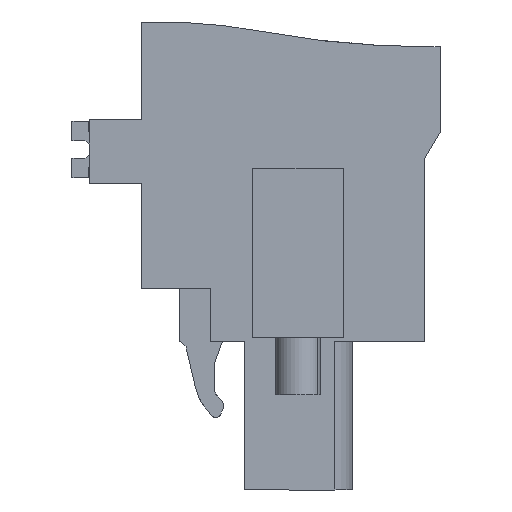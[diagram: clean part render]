
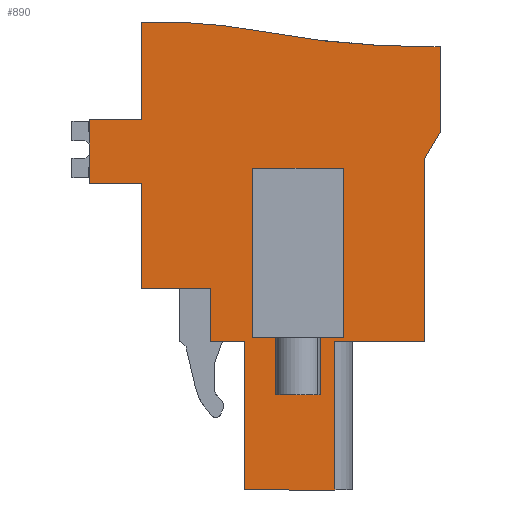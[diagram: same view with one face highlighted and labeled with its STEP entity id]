
A CAD part, left-side view. The second image highlights one B-rep face of the part: STEP entity #890.
In plain terms, the highlighted planar face has unit normal (-1, 0, 0).
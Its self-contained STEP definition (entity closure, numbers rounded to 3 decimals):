
#732=AXIS2_PLACEMENT_3D('Plane Axis2P3D',#729,#730,#731) ;
#745=AXIS2_PLACEMENT_3D('Circle Axis2P3D',#743,#744,$) ;
#752=AXIS2_PLACEMENT_3D('Circle Axis2P3D',#750,#751,$) ;
#49=CARTESIAN_POINT('Vertex',(4.9,12.85,8.35)) ;
#52=CARTESIAN_POINT('Line Origine',(4.9,12.85,9.825)) ;
#56=CARTESIAN_POINT('Vertex',(4.9,12.85,11.3)) ;
#651=CARTESIAN_POINT('Vertex',(4.9,10.937,8.35)) ;
#654=CARTESIAN_POINT('Line Origine',(4.9,11.893,8.35)) ;
#729=CARTESIAN_POINT('Axis2P3D Location',(4.9,3.817,22.4)) ;
#734=CARTESIAN_POINT('Line Origine',(4.9,0.,22.459)) ;
#738=CARTESIAN_POINT('Vertex',(4.9,0.,20.059)) ;
#740=CARTESIAN_POINT('Vertex',(4.9,0.,24.859)) ;
#743=CARTESIAN_POINT('Axis2P3D Location',(4.9,0.92,72.85)) ;
#747=CARTESIAN_POINT('Vertex',(4.9,9.844,25.687)) ;
#750=CARTESIAN_POINT('Axis2P3D Location',(4.9,15.85,-6.057)) ;
#754=CARTESIAN_POINT('Vertex',(4.9,16.75,26.237)) ;
#757=CARTESIAN_POINT('Line Origine',(4.9,16.75,23.494)) ;
#761=CARTESIAN_POINT('Vertex',(4.9,16.75,20.75)) ;
#764=CARTESIAN_POINT('Line Origine',(4.9,18.2,20.75)) ;
#768=CARTESIAN_POINT('Vertex',(4.9,19.65,20.75)) ;
#771=CARTESIAN_POINT('Line Origine',(4.9,19.65,18.975)) ;
#775=CARTESIAN_POINT('Vertex',(4.9,19.65,17.2)) ;
#778=CARTESIAN_POINT('Line Origine',(4.9,18.2,17.2)) ;
#782=CARTESIAN_POINT('Vertex',(4.9,16.75,17.2)) ;
#785=CARTESIAN_POINT('Line Origine',(4.9,16.75,14.25)) ;
#789=CARTESIAN_POINT('Vertex',(4.9,16.75,11.3)) ;
#792=CARTESIAN_POINT('Line Origine',(4.9,14.8,11.3)) ;
#797=CARTESIAN_POINT('Line Origine',(4.9,10.937,4.175)) ;
#801=CARTESIAN_POINT('Vertex',(4.9,10.937,0.)) ;
#804=CARTESIAN_POINT('Line Origine',(4.9,8.414,0.)) ;
#808=CARTESIAN_POINT('Vertex',(4.9,5.891,0.)) ;
#811=CARTESIAN_POINT('Line Origine',(4.9,5.891,4.175)) ;
#815=CARTESIAN_POINT('Vertex',(4.9,5.891,8.35)) ;
#818=CARTESIAN_POINT('Line Origine',(4.9,3.396,8.35)) ;
#822=CARTESIAN_POINT('Vertex',(4.9,0.9,8.35)) ;
#825=CARTESIAN_POINT('Line Origine',(4.9,0.9,13.425)) ;
#829=CARTESIAN_POINT('Vertex',(4.9,0.9,18.5)) ;
#832=CARTESIAN_POINT('Line Origine',(4.9,0.45,19.279)) ;
#856=CARTESIAN_POINT('Line Origine',(4.9,7.964,8.55)) ;
#860=CARTESIAN_POINT('Vertex',(4.9,10.514,8.55)) ;
#862=CARTESIAN_POINT('Vertex',(4.9,5.414,8.55)) ;
#865=CARTESIAN_POINT('Line Origine',(4.9,10.514,13.3)) ;
#869=CARTESIAN_POINT('Vertex',(4.9,10.514,18.05)) ;
#872=CARTESIAN_POINT('Line Origine',(4.9,7.964,18.05)) ;
#876=CARTESIAN_POINT('Vertex',(4.9,5.414,18.05)) ;
#879=CARTESIAN_POINT('Line Origine',(4.9,5.414,13.3)) ;
#53=DIRECTION('Vector Direction',(0.,0.,1.)) ;
#655=DIRECTION('Vector Direction',(0.,1.,0.)) ;
#730=DIRECTION('Axis2P3D Direction',(1.,0.,0.)) ;
#731=DIRECTION('Axis2P3D XDirection',(0.,1.,0.)) ;
#735=DIRECTION('Vector Direction',(0.,0.,1.)) ;
#744=DIRECTION('Axis2P3D Direction',(1.,0.,0.)) ;
#751=DIRECTION('Axis2P3D Direction',(1.,0.,0.)) ;
#758=DIRECTION('Vector Direction',(0.,0.,1.)) ;
#765=DIRECTION('Vector Direction',(0.,-1.,0.)) ;
#772=DIRECTION('Vector Direction',(0.,0.,1.)) ;
#779=DIRECTION('Vector Direction',(0.,1.,0.)) ;
#786=DIRECTION('Vector Direction',(0.,0.,1.)) ;
#793=DIRECTION('Vector Direction',(0.,-1.,0.)) ;
#798=DIRECTION('Vector Direction',(0.,0.,-1.)) ;
#805=DIRECTION('Vector Direction',(0.,-1.,0.)) ;
#812=DIRECTION('Vector Direction',(0.,0.,-1.)) ;
#819=DIRECTION('Vector Direction',(0.,1.,0.)) ;
#826=DIRECTION('Vector Direction',(0.,0.,-1.)) ;
#833=DIRECTION('Vector Direction',(0.,-0.5,0.866)) ;
#857=DIRECTION('Vector Direction',(0.,-1.,0.)) ;
#866=DIRECTION('Vector Direction',(0.,0.,-1.)) ;
#873=DIRECTION('Vector Direction',(0.,-1.,0.)) ;
#880=DIRECTION('Vector Direction',(0.,0.,-1.)) ;
#54=VECTOR('Line Direction',#53,1.) ;
#656=VECTOR('Line Direction',#655,1.) ;
#736=VECTOR('Line Direction',#735,1.) ;
#759=VECTOR('Line Direction',#758,1.) ;
#766=VECTOR('Line Direction',#765,1.) ;
#773=VECTOR('Line Direction',#772,1.) ;
#780=VECTOR('Line Direction',#779,1.) ;
#787=VECTOR('Line Direction',#786,1.) ;
#794=VECTOR('Line Direction',#793,1.) ;
#799=VECTOR('Line Direction',#798,1.) ;
#806=VECTOR('Line Direction',#805,1.) ;
#813=VECTOR('Line Direction',#812,1.) ;
#820=VECTOR('Line Direction',#819,1.) ;
#827=VECTOR('Line Direction',#826,1.) ;
#834=VECTOR('Line Direction',#833,1.) ;
#858=VECTOR('Line Direction',#857,1.) ;
#867=VECTOR('Line Direction',#866,1.) ;
#874=VECTOR('Line Direction',#873,1.) ;
#881=VECTOR('Line Direction',#880,1.) ;
#838=ORIENTED_EDGE('',*,*,#742,.T.) ;
#839=ORIENTED_EDGE('',*,*,#749,.T.) ;
#840=ORIENTED_EDGE('',*,*,#756,.F.) ;
#841=ORIENTED_EDGE('',*,*,#763,.F.) ;
#842=ORIENTED_EDGE('',*,*,#770,.F.) ;
#843=ORIENTED_EDGE('',*,*,#777,.F.) ;
#844=ORIENTED_EDGE('',*,*,#784,.F.) ;
#845=ORIENTED_EDGE('',*,*,#791,.F.) ;
#846=ORIENTED_EDGE('',*,*,#796,.T.) ;
#847=ORIENTED_EDGE('',*,*,#58,.F.) ;
#848=ORIENTED_EDGE('',*,*,#658,.F.) ;
#849=ORIENTED_EDGE('',*,*,#803,.T.) ;
#850=ORIENTED_EDGE('',*,*,#810,.T.) ;
#851=ORIENTED_EDGE('',*,*,#817,.F.) ;
#852=ORIENTED_EDGE('',*,*,#824,.F.) ;
#853=ORIENTED_EDGE('',*,*,#831,.F.) ;
#854=ORIENTED_EDGE('',*,*,#836,.T.) ;
#885=ORIENTED_EDGE('',*,*,#864,.F.) ;
#886=ORIENTED_EDGE('',*,*,#871,.F.) ;
#887=ORIENTED_EDGE('',*,*,#878,.F.) ;
#888=ORIENTED_EDGE('',*,*,#883,.T.) ;
#889=FACE_BOUND('',#884,.T.) ;
#890=ADVANCED_FACE('HOUSING',(#855,#889),#733,.F.) ;
#746=CIRCLE('generated circle',#745,48.) ;
#753=CIRCLE('generated circle',#752,32.307) ;
#58=EDGE_CURVE('',#50,#57,#55,.T.) ;
#658=EDGE_CURVE('',#652,#50,#657,.T.) ;
#742=EDGE_CURVE('',#739,#741,#737,.T.) ;
#749=EDGE_CURVE('',#741,#748,#746,.T.) ;
#756=EDGE_CURVE('',#755,#748,#753,.T.) ;
#763=EDGE_CURVE('',#762,#755,#760,.T.) ;
#770=EDGE_CURVE('',#769,#762,#767,.T.) ;
#777=EDGE_CURVE('',#776,#769,#774,.T.) ;
#784=EDGE_CURVE('',#783,#776,#781,.T.) ;
#791=EDGE_CURVE('',#790,#783,#788,.T.) ;
#796=EDGE_CURVE('',#790,#57,#795,.T.) ;
#803=EDGE_CURVE('',#652,#802,#800,.T.) ;
#810=EDGE_CURVE('',#802,#809,#807,.T.) ;
#817=EDGE_CURVE('',#816,#809,#814,.T.) ;
#824=EDGE_CURVE('',#823,#816,#821,.T.) ;
#831=EDGE_CURVE('',#830,#823,#828,.T.) ;
#836=EDGE_CURVE('',#830,#739,#835,.T.) ;
#864=EDGE_CURVE('',#861,#863,#859,.T.) ;
#871=EDGE_CURVE('',#870,#861,#868,.T.) ;
#878=EDGE_CURVE('',#877,#870,#875,.F.) ;
#883=EDGE_CURVE('',#877,#863,#882,.T.) ;
#837=EDGE_LOOP('',(#838,#839,#840,#841,#842,#843,#844,#845,#846,#847,#848,#849,#850,#851,#852,#853,#854)) ;
#884=EDGE_LOOP('',(#885,#886,#887,#888)) ;
#855=FACE_OUTER_BOUND('',#837,.T.) ;
#55=LINE('Line',#52,#54) ;
#657=LINE('Line',#654,#656) ;
#737=LINE('Line',#734,#736) ;
#760=LINE('Line',#757,#759) ;
#767=LINE('Line',#764,#766) ;
#774=LINE('Line',#771,#773) ;
#781=LINE('Line',#778,#780) ;
#788=LINE('Line',#785,#787) ;
#795=LINE('Line',#792,#794) ;
#800=LINE('Line',#797,#799) ;
#807=LINE('Line',#804,#806) ;
#814=LINE('Line',#811,#813) ;
#821=LINE('Line',#818,#820) ;
#828=LINE('Line',#825,#827) ;
#835=LINE('Line',#832,#834) ;
#859=LINE('Line',#856,#858) ;
#868=LINE('Line',#865,#867) ;
#875=LINE('Line',#872,#874) ;
#882=LINE('Line',#879,#881) ;
#733=PLANE('',#732) ;
#50=VERTEX_POINT('',#49) ;
#57=VERTEX_POINT('',#56) ;
#652=VERTEX_POINT('',#651) ;
#739=VERTEX_POINT('',#738) ;
#741=VERTEX_POINT('',#740) ;
#748=VERTEX_POINT('',#747) ;
#755=VERTEX_POINT('',#754) ;
#762=VERTEX_POINT('',#761) ;
#769=VERTEX_POINT('',#768) ;
#776=VERTEX_POINT('',#775) ;
#783=VERTEX_POINT('',#782) ;
#790=VERTEX_POINT('',#789) ;
#802=VERTEX_POINT('',#801) ;
#809=VERTEX_POINT('',#808) ;
#816=VERTEX_POINT('',#815) ;
#823=VERTEX_POINT('',#822) ;
#830=VERTEX_POINT('',#829) ;
#861=VERTEX_POINT('',#860) ;
#863=VERTEX_POINT('',#862) ;
#870=VERTEX_POINT('',#869) ;
#877=VERTEX_POINT('',#876) ;
